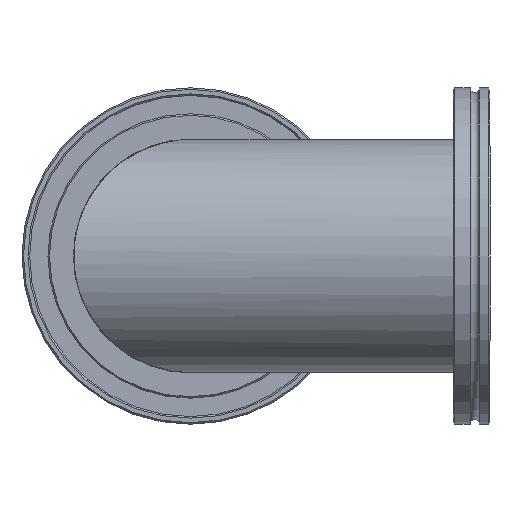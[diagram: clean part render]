
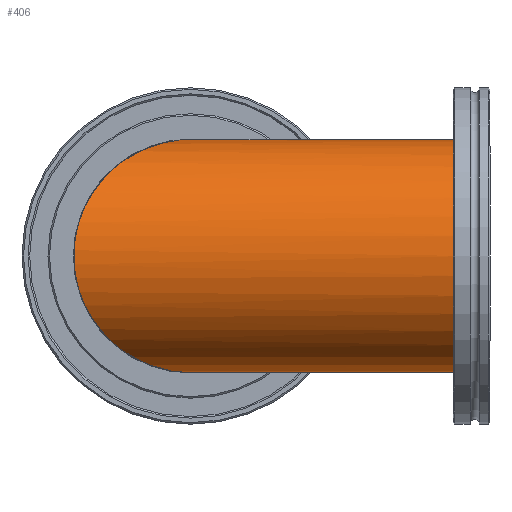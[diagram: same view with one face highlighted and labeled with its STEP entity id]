
A CAD part, left-side view. The second image highlights one B-rep face of the part: STEP entity #406.
In plain terms, the highlighted cylindrical face has radius 38.05 mm (diameter 76.1 mm), a full revolution.
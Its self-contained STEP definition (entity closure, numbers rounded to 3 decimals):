
#27=ELLIPSE('',#517,53.811,38.05);
#28=ELLIPSE('',#518,53.811,38.05);
#64=CYLINDRICAL_SURFACE('',#523,38.05);
#85=FACE_OUTER_BOUND('',#114,.T.);
#114=EDGE_LOOP('',(#375,#376,#377,#378,#379));
#129=LINE('',#800,#142);
#142=VECTOR('',#672,38.05);
#179=CIRCLE('',#524,38.05);
#214=VERTEX_POINT('',#785);
#215=VERTEX_POINT('',#786);
#219=VERTEX_POINT('',#798);
#266=EDGE_CURVE('',#214,#215,#27,.T.);
#267=EDGE_CURVE('',#215,#214,#28,.T.);
#272=EDGE_CURVE('',#219,#219,#179,.T.);
#273=EDGE_CURVE('',#219,#215,#129,.T.);
#375=ORIENTED_EDGE('',*,*,#272,.F.);
#376=ORIENTED_EDGE('',*,*,#273,.T.);
#377=ORIENTED_EDGE('',*,*,#267,.T.);
#378=ORIENTED_EDGE('',*,*,#266,.T.);
#379=ORIENTED_EDGE('',*,*,#273,.F.);
#406=ADVANCED_FACE('',(#85),#64,.T.);
#517=AXIS2_PLACEMENT_3D('',#787,#655,#656);
#518=AXIS2_PLACEMENT_3D('',#788,#657,#658);
#523=AXIS2_PLACEMENT_3D('',#797,#668,#669);
#524=AXIS2_PLACEMENT_3D('',#799,#670,#671);
#655=DIRECTION('center_axis',(0.,-0.707,0.707));
#656=DIRECTION('ref_axis',(0.,-0.707,-0.707));
#657=DIRECTION('center_axis',(0.,-0.707,0.707));
#658=DIRECTION('ref_axis',(0.,-0.707,-0.707));
#668=DIRECTION('center_axis',(0.,0.,1.));
#669=DIRECTION('ref_axis',(-1.,0.,0.));
#670=DIRECTION('center_axis',(0.,0.,1.));
#671=DIRECTION('ref_axis',(-1.,0.,0.));
#672=DIRECTION('',(0.,0.,-1.));
#785=CARTESIAN_POINT('',(0.,38.05,76.1));
#786=CARTESIAN_POINT('',(38.05,0.,38.05));
#787=CARTESIAN_POINT('Origin',(0.,0.,38.05));
#788=CARTESIAN_POINT('Origin',(0.,0.,38.05));
#797=CARTESIAN_POINT('Origin',(0.,0.,0.));
#798=CARTESIAN_POINT('',(38.05,0.,130.05));
#799=CARTESIAN_POINT('Origin',(0.,0.,130.05));
#800=CARTESIAN_POINT('',(38.05,0.,0.));
